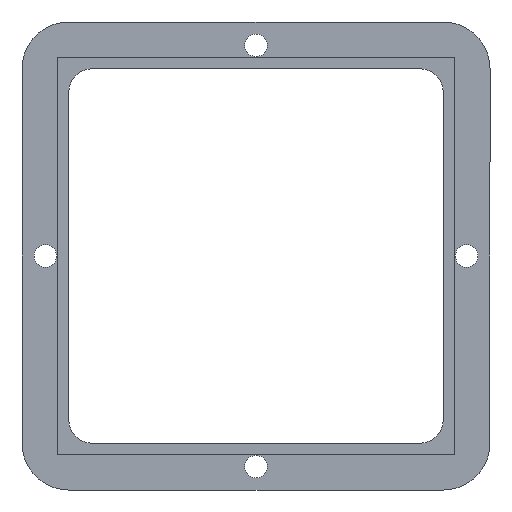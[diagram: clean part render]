
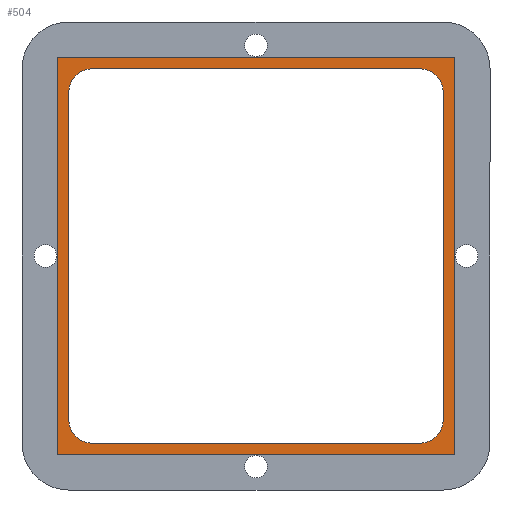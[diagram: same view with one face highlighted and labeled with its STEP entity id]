
A CAD part, front view. The second image highlights one B-rep face of the part: STEP entity #504.
In plain terms, the highlighted planar face has unit normal (0, -1, 0).
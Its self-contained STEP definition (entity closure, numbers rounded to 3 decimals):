
#12 = CARTESIAN_POINT ( 'NONE',  ( 17.5, 2., 17.5 ) ) ;
#30 = EDGE_CURVE ( 'NONE', #1692, #371, #764, .T. ) ;
#43 = DIRECTION ( 'NONE',  ( 0., 1., 0. ) ) ;
#91 = CARTESIAN_POINT ( 'NONE',  ( -21.25, 2., 21.25 ) ) ;
#94 = AXIS2_PLACEMENT_3D ( 'NONE', #556, #707, #1345 ) ;
#116 = VERTEX_POINT ( 'NONE', #825 ) ;
#130 = LINE ( 'NONE', #1596, #1496 ) ;
#143 = VERTEX_POINT ( 'NONE', #1247 ) ;
#155 = EDGE_CURVE ( 'NONE', #864, #1728, #1651, .T. ) ;
#169 = LINE ( 'NONE', #947, #1167 ) ;
#183 = VERTEX_POINT ( 'NONE', #553 ) ;
#191 = CARTESIAN_POINT ( 'NONE',  ( 17.5, 2., -20. ) ) ;
#199 = CARTESIAN_POINT ( 'NONE',  ( -20., 2., 17.5 ) ) ;
#224 = VERTEX_POINT ( 'NONE', #600 ) ;
#331 = CARTESIAN_POINT ( 'NONE',  ( 21.25, 2., 21.25 ) ) ;
#371 = VERTEX_POINT ( 'NONE', #402 ) ;
#386 = EDGE_LOOP ( 'NONE', ( #1599, #1308, #516, #1641, #483, #1661, #1655, #1684 ) ) ;
#402 = CARTESIAN_POINT ( 'NONE',  ( -17.5, 2., -20. ) ) ;
#435 = CARTESIAN_POINT ( 'NONE',  ( -17.5, 2., 20. ) ) ;
#455 = VERTEX_POINT ( 'NONE', #565 ) ;
#475 = CIRCLE ( 'NONE', #922, 2.5 ) ;
#483 = ORIENTED_EDGE ( 'NONE', *, *, #829, .T. ) ;
#504 = ADVANCED_FACE ( 'NONE', ( #1658, #1501 ), #1094, .T. ) ;
#516 = ORIENTED_EDGE ( 'NONE', *, *, #888, .T. ) ;
#521 = EDGE_CURVE ( 'NONE', #1741, #455, #1640, .T. ) ;
#553 = CARTESIAN_POINT ( 'NONE',  ( 17.5, 2., 20. ) ) ;
#556 = CARTESIAN_POINT ( 'NONE',  ( -17.5, 2., 17.5 ) ) ;
#561 = CIRCLE ( 'NONE', #1298, 2.5 ) ;
#565 = CARTESIAN_POINT ( 'NONE',  ( -20., 2., -17.5 ) ) ;
#576 = DIRECTION ( 'NONE',  ( 0., 0., -1. ) ) ;
#598 = DIRECTION ( 'NONE',  ( 0., 1., 0. ) ) ;
#600 = CARTESIAN_POINT ( 'NONE',  ( 20., 2., 17.5 ) ) ;
#628 = DIRECTION ( 'NONE',  ( 0., 0., -1. ) ) ;
#631 = AXIS2_PLACEMENT_3D ( 'NONE', #1497, #960, #1357 ) ;
#636 = EDGE_CURVE ( 'NONE', #116, #966, #1293, .T. ) ;
#659 = VECTOR ( 'NONE', #1670, 1000. ) ;
#672 = ORIENTED_EDGE ( 'NONE', *, *, #636, .T. ) ;
#704 = CIRCLE ( 'NONE', #94, 2.5 ) ;
#707 = DIRECTION ( 'NONE',  ( 0., 1., 0. ) ) ;
#708 = DIRECTION ( 'NONE',  ( 0., 0., -1. ) ) ;
#764 = LINE ( 'NONE', #1747, #987 ) ;
#765 = DIRECTION ( 'NONE',  ( -1., 0., 0. ) ) ;
#787 = AXIS2_PLACEMENT_3D ( 'NONE', #1234, #1518, #708 ) ;
#825 = CARTESIAN_POINT ( 'NONE',  ( -21.25, 2., 21.25 ) ) ;
#829 = EDGE_CURVE ( 'NONE', #183, #224, #561, .T. ) ;
#842 = DIRECTION ( 'NONE',  ( 0., 0., -1. ) ) ;
#843 = CARTESIAN_POINT ( 'NONE',  ( -17.5, 2., -17.5 ) ) ;
#864 = VERTEX_POINT ( 'NONE', #1110 ) ;
#887 = CARTESIAN_POINT ( 'NONE',  ( -21.25, 2., -21.25 ) ) ;
#888 = EDGE_CURVE ( 'NONE', #1741, #1722, #704, .T. ) ;
#922 = AXIS2_PLACEMENT_3D ( 'NONE', #843, #598, #576 ) ;
#926 = VECTOR ( 'NONE', #842, 1000. ) ;
#947 = CARTESIAN_POINT ( 'NONE',  ( 20., 2., -17.5 ) ) ;
#960 = DIRECTION ( 'NONE',  ( 0., -1., 0. ) ) ;
#966 = VERTEX_POINT ( 'NONE', #1156 ) ;
#978 = DIRECTION ( 'NONE',  ( 0., 0., -1. ) ) ;
#986 = CARTESIAN_POINT ( 'NONE',  ( 21.25, 2., 21.25 ) ) ;
#987 = VECTOR ( 'NONE', #1325, 1000. ) ;
#1074 = EDGE_CURVE ( 'NONE', #1728, #116, #130, .T. ) ;
#1094 = PLANE ( 'NONE',  #787 ) ;
#1110 = CARTESIAN_POINT ( 'NONE',  ( 21.25, 2., -21.25 ) ) ;
#1130 = VECTOR ( 'NONE', #1524, 1000. ) ;
#1156 = CARTESIAN_POINT ( 'NONE',  ( -21.25, 2., -21.25 ) ) ;
#1157 = VECTOR ( 'NONE', #628, 1000. ) ;
#1167 = VECTOR ( 'NONE', #1239, 1000. ) ;
#1230 = EDGE_CURVE ( 'NONE', #1692, #143, #1527, .T. ) ;
#1234 = CARTESIAN_POINT ( 'NONE',  ( 0., 2., 0. ) ) ;
#1239 = DIRECTION ( 'NONE',  ( 0., 0., -1. ) ) ;
#1247 = CARTESIAN_POINT ( 'NONE',  ( 20., 2., -17.5 ) ) ;
#1265 = EDGE_CURVE ( 'NONE', #224, #143, #169, .T. ) ;
#1293 = LINE ( 'NONE', #91, #1157 ) ;
#1298 = AXIS2_PLACEMENT_3D ( 'NONE', #12, #43, #978 ) ;
#1308 = ORIENTED_EDGE ( 'NONE', *, *, #521, .F. ) ;
#1311 = EDGE_CURVE ( 'NONE', #966, #864, #1676, .T. ) ;
#1325 = DIRECTION ( 'NONE',  ( -1., 0., 0. ) ) ;
#1345 = DIRECTION ( 'NONE',  ( 0., 0., -1. ) ) ;
#1357 = DIRECTION ( 'NONE',  ( 0., 0., -1. ) ) ;
#1365 = CARTESIAN_POINT ( 'NONE',  ( -20., 2., -17.5 ) ) ;
#1420 = DIRECTION ( 'NONE',  ( 1., 0., 0. ) ) ;
#1496 = VECTOR ( 'NONE', #765, 1000. ) ;
#1497 = CARTESIAN_POINT ( 'NONE',  ( 17.5, 2., -17.5 ) ) ;
#1501 = FACE_BOUND ( 'NONE', #386, .T. ) ;
#1518 = DIRECTION ( 'NONE',  ( 0., -1., 0. ) ) ;
#1522 = ORIENTED_EDGE ( 'NONE', *, *, #155, .T. ) ;
#1524 = DIRECTION ( 'NONE',  ( 0., 0., 1. ) ) ;
#1527 = CIRCLE ( 'NONE', #631, 2.5 ) ;
#1586 = EDGE_LOOP ( 'NONE', ( #1522, #1592, #672, #1737 ) ) ;
#1589 = VECTOR ( 'NONE', #1420, 1000. ) ;
#1592 = ORIENTED_EDGE ( 'NONE', *, *, #1074, .T. ) ;
#1596 = CARTESIAN_POINT ( 'NONE',  ( -21.25, 2., 21.25 ) ) ;
#1599 = ORIENTED_EDGE ( 'NONE', *, *, #1713, .T. ) ;
#1608 = EDGE_CURVE ( 'NONE', #183, #1722, #1649, .T. ) ;
#1640 = LINE ( 'NONE', #1365, #926 ) ;
#1641 = ORIENTED_EDGE ( 'NONE', *, *, #1608, .F. ) ;
#1649 = LINE ( 'NONE', #1659, #659 ) ;
#1651 = LINE ( 'NONE', #986, #1130 ) ;
#1655 = ORIENTED_EDGE ( 'NONE', *, *, #1230, .F. ) ;
#1658 = FACE_OUTER_BOUND ( 'NONE', #1586, .T. ) ;
#1659 = CARTESIAN_POINT ( 'NONE',  ( -17.5, 2., 20. ) ) ;
#1661 = ORIENTED_EDGE ( 'NONE', *, *, #1265, .T. ) ;
#1670 = DIRECTION ( 'NONE',  ( -1., 0., 0. ) ) ;
#1676 = LINE ( 'NONE', #887, #1589 ) ;
#1684 = ORIENTED_EDGE ( 'NONE', *, *, #30, .T. ) ;
#1692 = VERTEX_POINT ( 'NONE', #191 ) ;
#1713 = EDGE_CURVE ( 'NONE', #371, #455, #475, .T. ) ;
#1722 = VERTEX_POINT ( 'NONE', #435 ) ;
#1728 = VERTEX_POINT ( 'NONE', #331 ) ;
#1737 = ORIENTED_EDGE ( 'NONE', *, *, #1311, .T. ) ;
#1741 = VERTEX_POINT ( 'NONE', #199 ) ;
#1747 = CARTESIAN_POINT ( 'NONE',  ( -17.5, 2., -20. ) ) ;
